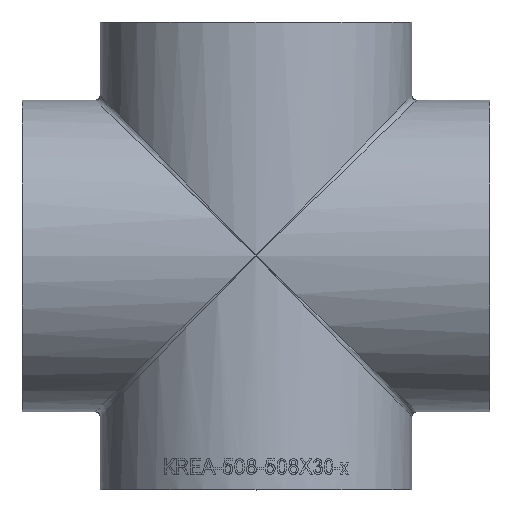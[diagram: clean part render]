
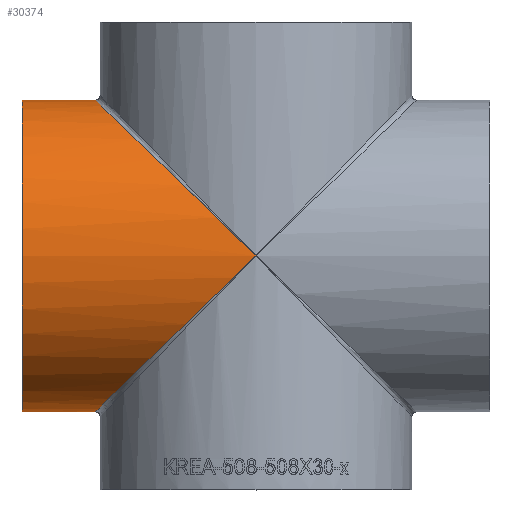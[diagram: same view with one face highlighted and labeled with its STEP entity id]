
A CAD part, top view. The second image highlights one B-rep face of the part: STEP entity #30374.
In plain terms, the highlighted cylindrical face has radius 254 mm (diameter 508 mm), a full revolution.
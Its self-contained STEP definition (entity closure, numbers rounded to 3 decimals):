
#1523 = CIRCLE ( 'NONE', #31821, 254. ) ;
#1918 = VERTEX_POINT ( 'NONE', #10301 ) ;
#5985 = FACE_OUTER_BOUND ( 'NONE', #27476, .T. ) ;
#6752 = CARTESIAN_POINT ( 'NONE',  ( -524., -508., 254. ) ) ;
#6785 = DIRECTION ( 'NONE',  ( -1., 0., 0. ) ) ;
#7729 = ORIENTED_EDGE ( 'NONE', *, *, #43478, .F. ) ;
#10295 = CYLINDRICAL_SURFACE ( 'NONE', #17747, 254. ) ;
#10301 = CARTESIAN_POINT ( 'NONE',  ( -381., 0., 254. ) ) ;
#11031 = DIRECTION ( 'NONE',  ( 0., 0., 1. ) ) ;
#14375 = FACE_OUTER_BOUND ( 'NONE', #24388, .T. ) ;
#15177 = CARTESIAN_POINT ( 'NONE',  ( 381., 0., 0. ) ) ;
#17747 = AXIS2_PLACEMENT_3D ( 'NONE', #15177, #6785, #19250 ) ;
#18079 = CARTESIAN_POINT ( 'NONE',  ( -524., 508., -254. ) ) ;
#18183 = DIRECTION ( 'NONE',  ( -1., 0., 0. ) ) ;
#19250 = DIRECTION ( 'NONE',  ( 0., 0., 1. ) ) ;
#19484 = CARTESIAN_POINT ( 'NONE',  ( 0., 0., 254. ) ) ;
#20093 = EDGE_CURVE ( 'NONE', #50551, #32341, #34854, .T. ) ;
#21247 = ORIENTED_EDGE ( 'NONE', *, *, #32708, .T. ) ;
#24388 = EDGE_LOOP ( 'NONE', ( #7729 ) ) ;
#25684 = CARTESIAN_POINT ( 'NONE',  ( -524., 508., 254. ) ) ;
#26882 = ORIENTED_EDGE ( 'NONE', *, *, #20093, .T. ) ;
#27233 =( BOUNDED_CURVE ( )  B_SPLINE_CURVE ( 3, ( #34107, #25684, #18079, #34629 ),
 .UNSPECIFIED., .F., .T. ) 
 B_SPLINE_CURVE_WITH_KNOTS ( ( 4, 4 ),
 ( 4.712, 7.854 ),
 .UNSPECIFIED. ) 
 CURVE ( )  GEOMETRIC_REPRESENTATION_ITEM ( )  RATIONAL_B_SPLINE_CURVE ( ( 1., 0.333, 0.333, 1. ) ) 
 REPRESENTATION_ITEM ( '' )  );
#27476 = EDGE_LOOP ( 'NONE', ( #26882, #21247 ) ) ;
#27872 = CARTESIAN_POINT ( 'NONE',  ( 0., 0., -254. ) ) ;
#30374 = ADVANCED_FACE ( 'NONE', ( #14375, #5985 ), #10295, .T. ) ;
#30651 = CARTESIAN_POINT ( 'NONE',  ( -381., 0., 0. ) ) ;
#31821 = AXIS2_PLACEMENT_3D ( 'NONE', #30651, #18183, #11031 ) ;
#32341 = VERTEX_POINT ( 'NONE', #33104 ) ;
#32708 = EDGE_CURVE ( 'NONE', #32341, #50551, #27233, .T. ) ;
#33104 = CARTESIAN_POINT ( 'NONE',  ( 0., 0., 254. ) ) ;
#34107 = CARTESIAN_POINT ( 'NONE',  ( 0., 0., 254. ) ) ;
#34629 = CARTESIAN_POINT ( 'NONE',  ( 0., 0., -254. ) ) ;
#34854 =( BOUNDED_CURVE ( )  B_SPLINE_CURVE ( 3, ( #27872, #44944, #6752, #19484 ),
 .UNSPECIFIED., .F., .T. ) 
 B_SPLINE_CURVE_WITH_KNOTS ( ( 4, 4 ),
 ( 4.712, 7.854 ),
 .UNSPECIFIED. ) 
 CURVE ( )  GEOMETRIC_REPRESENTATION_ITEM ( )  RATIONAL_B_SPLINE_CURVE ( ( 1., 0.333, 0.333, 1. ) ) 
 REPRESENTATION_ITEM ( '' )  );
#43478 = EDGE_CURVE ( 'NONE', #1918, #1918, #1523, .T. ) ;
#44944 = CARTESIAN_POINT ( 'NONE',  ( -524., -508., -254. ) ) ;
#50551 = VERTEX_POINT ( 'NONE', #53647 ) ;
#53647 = CARTESIAN_POINT ( 'NONE',  ( 0., 0., -254. ) ) ;
